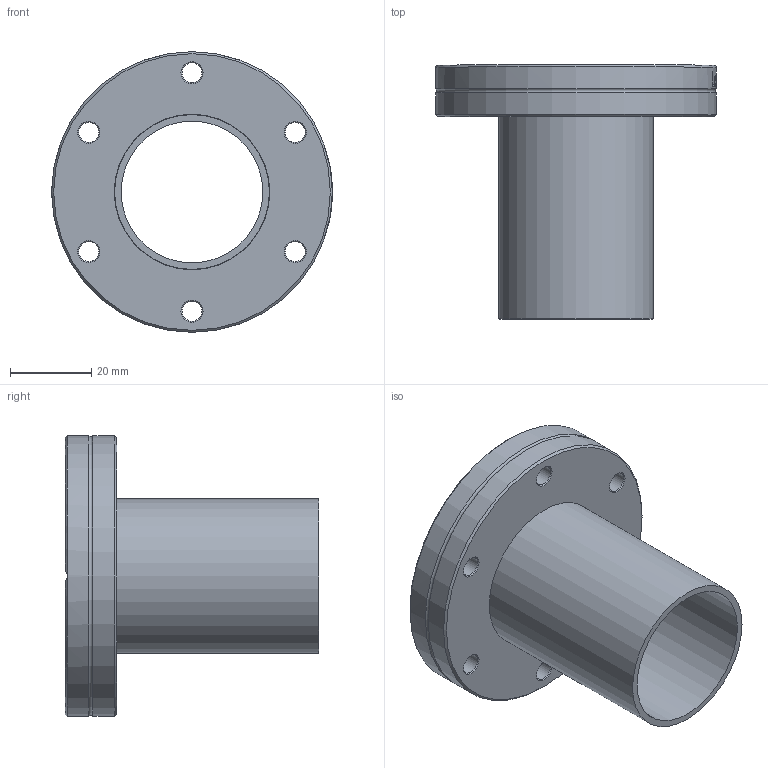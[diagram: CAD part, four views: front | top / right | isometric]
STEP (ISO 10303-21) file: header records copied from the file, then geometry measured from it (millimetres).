
FILE_DESCRIPTION(/* description */ (''),/* implementation_level */ '2;1');
FILE_NAME(/* name */ 'FL-HN40CFT.stp',/* time_stamp */ '2018-01-22T15:59:20+00:00',/* author */ ('paul'),/* organization */ (''),/* preprocessor_version */ 'ST-DEVELOPER v16.13',/* originating_system */ 'Autodesk Inventor 2018',/* authorisation */ '');
FILE_SCHEMA (('AUTOMOTIVE_DESIGN { 1 0 10303 214 3 1 1 }'));
Length unit declared in the file: millimetre
Products named in the file (3): FL-HN40CFT; FL-40CFT-38; tube 38.1 x 57.2
Assembly tree (2 placements, depth 2):
  FL-HN40CFT
    FL-40CFT-38
    tube 38.1 x 57.2
Bounding box: 69.1 x 62.5 x 69.1 mm (x, y, z)
Volume: 41905.4 mm3; surface area: 24379.7 mm2
Topology: 2 solids, 2 shells, 131 faces, 344 edges, 226 vertices
Faces by surface type: plane 49, bspline 41, cylinder 23, cone 17, torus 1
Full cylindrical faces by diameter (mm): 4.917 x6, 34.9 x2, 38.1 x1, 38.3 x1, 48.26 x1, 69.1 x2
Entity records: 5386 total; most frequent: CARTESIAN_POINT 2384, ORIENTED_EDGE 614, DIRECTION 511, EDGE_CURVE 307, VERTEX_POINT 218, AXIS2_PLACEMENT_3D 200, EDGE_LOOP 185, FACE_OUTER_BOUND 131
